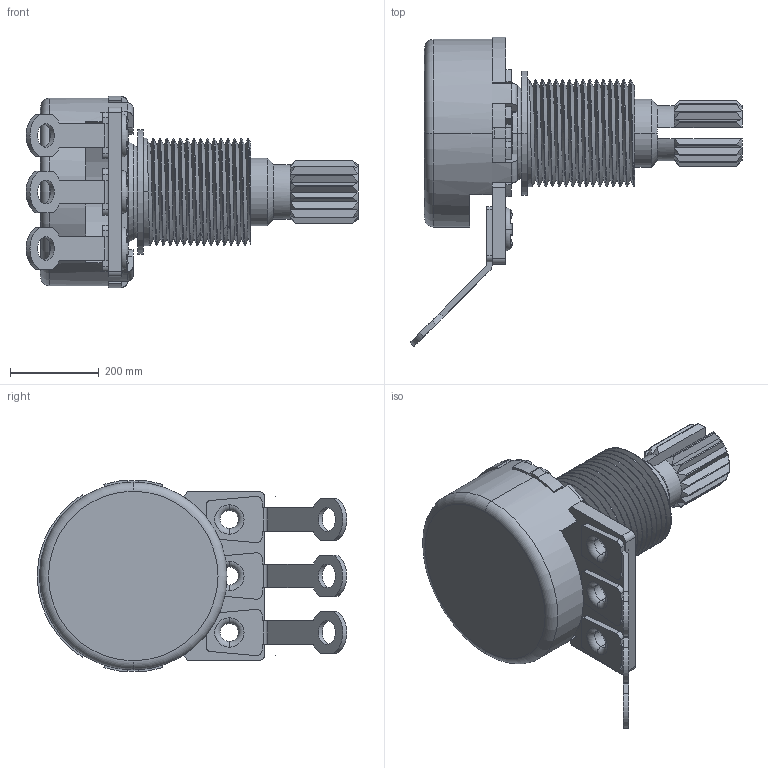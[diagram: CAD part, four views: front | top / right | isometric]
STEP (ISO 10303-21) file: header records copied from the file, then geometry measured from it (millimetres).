
FILE_DESCRIPTION((''),'2;1');
FILE_NAME('PDB181-GTR','2008-12-02T',('Administrator'),(''),'PRO/ENGINEER BY PARAMETRIC TECHNOLOGY CORPORATION, 2001280','PRO/ENGINEER BY PARAMETRIC TECHNOLOGY CORPORATION, 2001280','');
FILE_SCHEMA(('CONFIG_CONTROL_DESIGN'));
Length unit declared in the file: inch
Products named in the file (1): PDB181-GTR
Bounding box: 746.25 x 695.86 x 431.05 mm (x, y, z)
Volume: 26165457.7 mm3; surface area: 1878875 mm2
Topology: 3 solids, 6 shells, 404 faces, 1023 edges, 647 vertices
Faces by surface type: plane 203, cylinder 125, cone 36, torus 32, bspline 8
Entity records: 16599 total; most frequent: CARTESIAN_POINT 6989, ORIENTED_EDGE 2046, DIRECTION 1923, EDGE_CURVE 1023, AXIS2_PLACEMENT_3D 717, VERTEX_POINT 647, VECTOR 489, LINE 489
